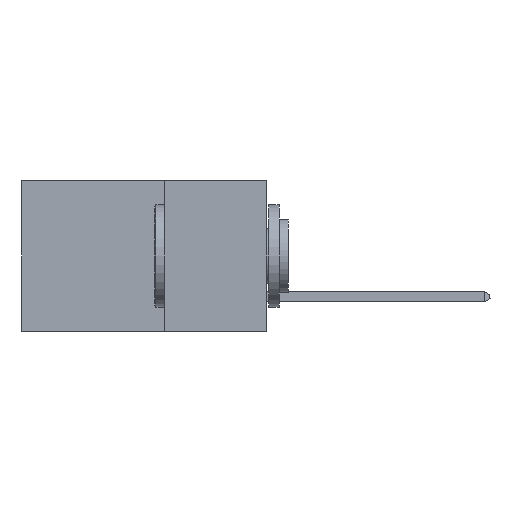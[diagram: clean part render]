
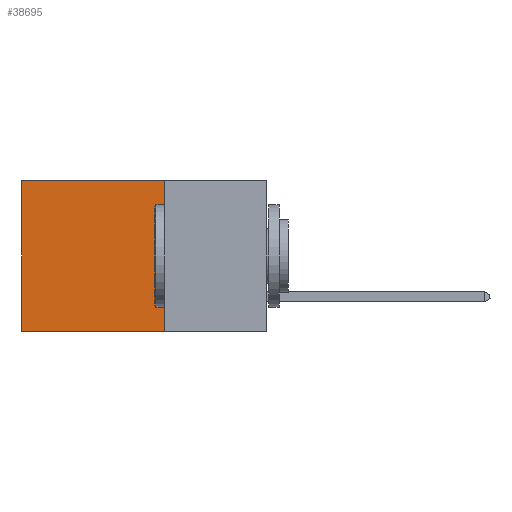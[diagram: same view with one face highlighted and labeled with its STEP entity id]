
A CAD part, left-side view. The second image highlights one B-rep face of the part: STEP entity #38695.
In plain terms, the highlighted planar face has unit normal (-1, 0, 0).
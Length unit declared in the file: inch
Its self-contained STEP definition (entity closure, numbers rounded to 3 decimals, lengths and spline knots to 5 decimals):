
#761 = CARTESIAN_POINT ( 'NONE',  ( 0.2875, 0.6, 0. ) ) ;
#3130 = DIRECTION ( 'NONE',  ( 0., 1., 0. ) ) ;
#3451 = VERTEX_POINT ( 'NONE', #27979 ) ;
#3779 = LINE ( 'NONE', #30388, #15045 ) ;
#6322 = CARTESIAN_POINT ( 'NONE',  ( 0.2875, 0.25, -0.37 ) ) ;
#6355 = AXIS2_PLACEMENT_3D ( 'NONE', #29078, #9867, #23330 ) ;
#7455 = VERTEX_POINT ( 'NONE', #16454 ) ;
#7773 = EDGE_CURVE ( 'NONE', #22757, #35630, #30316, .T. ) ;
#7858 = EDGE_LOOP ( 'NONE', ( #26332, #43099, #24588, #9290 ) ) ;
#7967 = DIRECTION ( 'NONE',  ( 0., 0., -1. ) ) ;
#9290 = ORIENTED_EDGE ( 'NONE', *, *, #41554, .T. ) ;
#9867 = DIRECTION ( 'NONE',  ( 1., 0., 0. ) ) ;
#13331 = DIRECTION ( 'NONE',  ( 0., 0., -1. ) ) ;
#15045 = VECTOR ( 'NONE', #3130, 39.37008 ) ;
#16139 = VECTOR ( 'NONE', #7967, 39.37008 ) ;
#16454 = CARTESIAN_POINT ( 'NONE',  ( 0.2875, 0.25, 0. ) ) ;
#17960 = CARTESIAN_POINT ( 'NONE',  ( 0.2875, 0.6, -0.37 ) ) ;
#21245 = VECTOR ( 'NONE', #35554, 39.37008 ) ;
#22757 = VERTEX_POINT ( 'NONE', #6322 ) ;
#23330 = DIRECTION ( 'NONE',  ( 0., 0., -1. ) ) ;
#23484 = CARTESIAN_POINT ( 'NONE',  ( 0.2875, 0.25, 0. ) ) ;
#23932 = LINE ( 'NONE', #23484, #31850 ) ;
#24588 = ORIENTED_EDGE ( 'NONE', *, *, #33614, .F. ) ;
#26332 = ORIENTED_EDGE ( 'NONE', *, *, #42478, .T. ) ;
#27979 = CARTESIAN_POINT ( 'NONE',  ( 0.2875, 0.6, 0. ) ) ;
#29078 = CARTESIAN_POINT ( 'NONE',  ( 0.2875, 0.25, 0. ) ) ;
#30316 = LINE ( 'NONE', #38942, #21245 ) ;
#30388 = CARTESIAN_POINT ( 'NONE',  ( 0.2875, 0.25, 0. ) ) ;
#31850 = VECTOR ( 'NONE', #13331, 39.37008 ) ;
#33614 = EDGE_CURVE ( 'NONE', #7455, #22757, #23932, .T. ) ;
#35554 = DIRECTION ( 'NONE',  ( 0., 1., 0. ) ) ;
#35584 = PLANE ( 'NONE',  #6355 ) ;
#35630 = VERTEX_POINT ( 'NONE', #17960 ) ;
#36082 = FACE_OUTER_BOUND ( 'NONE', #7858, .T. ) ;
#38695 = ADVANCED_FACE ( 'NONE', ( #36082 ), #35584, .F. ) ;
#38919 = LINE ( 'NONE', #761, #16139 ) ;
#38942 = CARTESIAN_POINT ( 'NONE',  ( 0.2875, 0.25, -0.37 ) ) ;
#41554 = EDGE_CURVE ( 'NONE', #7455, #3451, #3779, .T. ) ;
#42478 = EDGE_CURVE ( 'NONE', #3451, #35630, #38919, .T. ) ;
#43099 = ORIENTED_EDGE ( 'NONE', *, *, #7773, .F. ) ;
